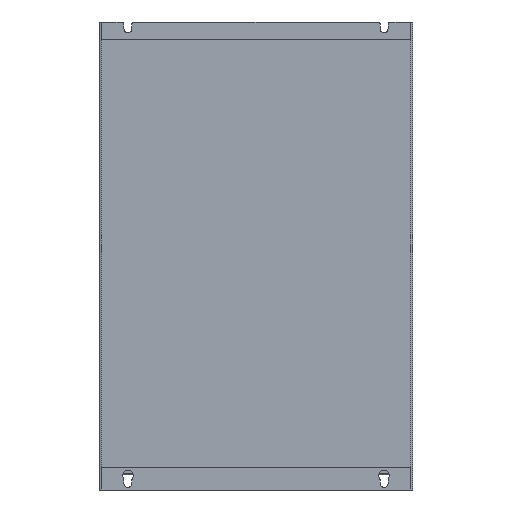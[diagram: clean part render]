
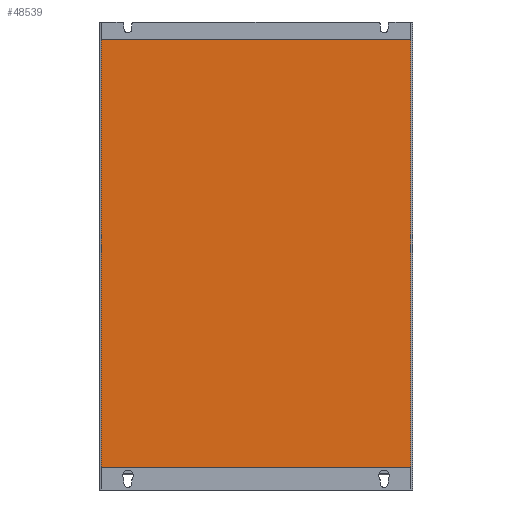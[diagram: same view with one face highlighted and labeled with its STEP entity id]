
A CAD part, front view. The second image highlights one B-rep face of the part: STEP entity #48539.
In plain terms, the highlighted planar face has unit normal (0, -1, 0).
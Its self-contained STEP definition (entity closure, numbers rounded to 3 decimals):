
#3207=FACE_OUTER_BOUND('',#6098,.T.);
#6098=EDGE_LOOP('',(#39263,#39264,#39265,#39266,#39267,#39268,#39269,#39270,
#39271,#39272,#39273,#39274));
#12579=LINE('',#78072,#17579);
#12583=LINE('',#78080,#17583);
#12586=LINE('',#78086,#17586);
#12594=LINE('',#78118,#17594);
#12595=LINE('',#78120,#17595);
#12596=LINE('',#78122,#17596);
#12597=LINE('',#78124,#17597);
#12598=LINE('',#78126,#17598);
#12599=LINE('',#78128,#17599);
#12600=LINE('',#78130,#17600);
#12601=LINE('',#78132,#17601);
#12602=LINE('',#78133,#17602);
#17579=VECTOR('',#63049,10.);
#17583=VECTOR('',#63055,10.);
#17586=VECTOR('',#63060,10.);
#17594=VECTOR('',#63088,351.);
#17595=VECTOR('',#63089,530.);
#17596=VECTOR('',#63090,24.);
#17597=VECTOR('',#63091,10.);
#17598=VECTOR('',#63092,10.);
#17599=VECTOR('',#63093,10.);
#17600=VECTOR('',#63094,24.);
#17601=VECTOR('',#63095,530.);
#17602=VECTOR('',#63096,351.);
#22016=VERTEX_POINT('',#78070);
#22017=VERTEX_POINT('',#78071);
#22020=VERTEX_POINT('',#78079);
#22022=VERTEX_POINT('',#78085);
#22036=VERTEX_POINT('',#78117);
#22037=VERTEX_POINT('',#78119);
#22038=VERTEX_POINT('',#78121);
#22039=VERTEX_POINT('',#78123);
#22040=VERTEX_POINT('',#78125);
#22041=VERTEX_POINT('',#78127);
#22042=VERTEX_POINT('',#78129);
#22043=VERTEX_POINT('',#78131);
#27959=EDGE_CURVE('',#22016,#22017,#12579,.T.);
#27963=EDGE_CURVE('',#22017,#22020,#12583,.T.);
#27966=EDGE_CURVE('',#22020,#22022,#12586,.T.);
#27982=EDGE_CURVE('',#22022,#22036,#12594,.T.);
#27983=EDGE_CURVE('',#22037,#22036,#12595,.T.);
#27984=EDGE_CURVE('',#22038,#22037,#12596,.T.);
#27985=EDGE_CURVE('',#22038,#22039,#12597,.T.);
#27986=EDGE_CURVE('',#22039,#22040,#12598,.T.);
#27987=EDGE_CURVE('',#22040,#22041,#12599,.T.);
#27988=EDGE_CURVE('',#22042,#22041,#12600,.T.);
#27989=EDGE_CURVE('',#22042,#22043,#12601,.T.);
#27990=EDGE_CURVE('',#22043,#22016,#12602,.T.);
#39263=ORIENTED_EDGE('',*,*,#27959,.T.);
#39264=ORIENTED_EDGE('',*,*,#27963,.T.);
#39265=ORIENTED_EDGE('',*,*,#27966,.T.);
#39266=ORIENTED_EDGE('',*,*,#27982,.T.);
#39267=ORIENTED_EDGE('',*,*,#27983,.F.);
#39268=ORIENTED_EDGE('',*,*,#27984,.F.);
#39269=ORIENTED_EDGE('',*,*,#27985,.T.);
#39270=ORIENTED_EDGE('',*,*,#27986,.T.);
#39271=ORIENTED_EDGE('',*,*,#27987,.T.);
#39272=ORIENTED_EDGE('',*,*,#27988,.F.);
#39273=ORIENTED_EDGE('',*,*,#27989,.T.);
#39274=ORIENTED_EDGE('',*,*,#27990,.T.);
#43927=PLANE('',#52133);
#48539=ADVANCED_FACE('',(#3207),#43927,.T.);
#52133=AXIS2_PLACEMENT_3D('',#78116,#63086,#63087);
#63049=DIRECTION('',(0.,0.,1.));
#63055=DIRECTION('',(1.,0.,0.));
#63060=DIRECTION('',(0.,0.,-1.));
#63086=DIRECTION('center_axis',(0.,-1.,0.));
#63087=DIRECTION('ref_axis',(1.,0.,0.));
#63088=DIRECTION('',(1.,0.,0.));
#63089=DIRECTION('',(0.,0.,-1.));
#63090=DIRECTION('',(1.,0.,0.));
#63091=DIRECTION('',(0.,0.,-1.));
#63092=DIRECTION('',(-1.,0.,0.));
#63093=DIRECTION('',(0.,0.,1.));
#63094=DIRECTION('',(1.,0.,0.));
#63095=DIRECTION('',(0.,0.,-1.));
#63096=DIRECTION('',(1.,0.,0.));
#78070=CARTESIAN_POINT('',(-175.,0.,-265.));
#78071=CARTESIAN_POINT('',(-175.,0.,-240.));
#78072=CARTESIAN_POINT('',(-175.,0.,6.25));
#78079=CARTESIAN_POINT('',(175.,0.,-240.));
#78080=CARTESIAN_POINT('',(-87.75,0.,-240.));
#78085=CARTESIAN_POINT('',(175.,0.,-265.));
#78086=CARTESIAN_POINT('',(175.,0.,6.25));
#78116=CARTESIAN_POINT('Origin',(-175.5,0.,265.));
#78117=CARTESIAN_POINT('',(175.5,0.,-265.));
#78118=CARTESIAN_POINT('',(-175.5,0.,-265.));
#78119=CARTESIAN_POINT('',(175.5,0.,265.));
#78120=CARTESIAN_POINT('',(175.5,0.,265.));
#78121=CARTESIAN_POINT('',(175.,0.,265.));
#78122=CARTESIAN_POINT('',(151.5,0.,265.));
#78123=CARTESIAN_POINT('',(175.,0.,245.));
#78124=CARTESIAN_POINT('',(175.,0.,260.));
#78125=CARTESIAN_POINT('',(-175.,0.,245.));
#78126=CARTESIAN_POINT('',(-87.75,0.,245.));
#78127=CARTESIAN_POINT('',(-175.,0.,265.));
#78128=CARTESIAN_POINT('',(-175.,0.,260.));
#78129=CARTESIAN_POINT('',(-175.5,0.,265.));
#78130=CARTESIAN_POINT('',(-175.5,0.,265.));
#78131=CARTESIAN_POINT('',(-175.5,0.,-265.));
#78132=CARTESIAN_POINT('',(-175.5,0.,265.));
#78133=CARTESIAN_POINT('',(-175.5,0.,-265.));
